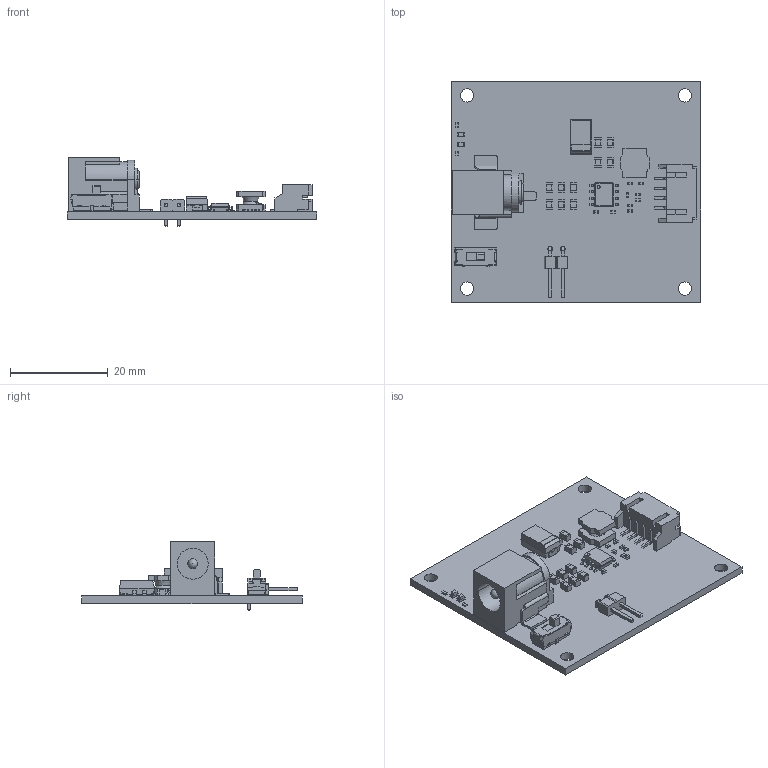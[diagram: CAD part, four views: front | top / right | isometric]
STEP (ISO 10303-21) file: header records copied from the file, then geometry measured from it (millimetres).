
FILE_DESCRIPTION(('KiCad electronic assembly'),'2;1');
FILE_NAME('NB3_power.step','2024-06-29T10:29:47',('Pcbnew'),('Kicad'), 'Open CASCADE STEP processor 7.7','KiCad to STEP converter','Unknown' );
FILE_SCHEMA(('AUTOMOTIVE_DESIGN { 1 0 10303 214 1 1 1 1 }'));
Length unit declared in the file: millimetre
Products named in the file (24): NB3_power 1; C_0805_2012Metric; R_0402_1005Metric; LED_0603_1608Metric; CP_EIA-7343-31_Kemet-D; CP_EIA_7343_31_Kemet_D; Barrel_Jack_PJ-036AH-SMT-TR; CUI_DEVICES_PJ-036AH-SMT-TR; Switch_SPDT_SMD_Slide_JS102011JCQN; JS102011JCQN; C_0402_1005Metric; PinHeader_1x02_P2.54mm_Horizontal; PinHeader_1x02_P254mm_Horizontal; L_Bourns_SRN6045TA; Connector_S4B-PH-SM4-TB(LF)(SN); S4B-PH-SM4; Voltage_Regulator_AP64501; SOIC_8_1EP_39x49mm_P127mm; NB3_power_PCB
Assembly tree (42 placements, depth 3):
  NB3_power 1
    C_0805_2012Metric  x10
      C_0805_2012Metric
    R_0402_1005Metric  x6
      R_0402_1005Metric
    LED_0603_1608Metric  x2
      LED_0603_1608Metric
    CP_EIA-7343-31_Kemet-D
      CP_EIA_7343_31_Kemet_D
    Barrel_Jack_PJ-036AH-SMT-TR
      CUI_DEVICES_PJ-036AH-SMT-TR
    Switch_SPDT_SMD_Slide_JS102011JCQN
      JS102011JCQN
    C_0402_1005Metric  x5
      C_0402_1005Metric
    PinHeader_1x02_P2.54mm_Horizontal
      PinHeader_1x02_P254mm_Horizontal
    L_Bourns_SRN6045TA
      L_Bourns_SRN6045TA
    Connector_S4B-PH-SM4-TB(LF)(SN)
      S4B-PH-SM4
    Voltage_Regulator_AP64501
      SOIC_8_1EP_39x49mm_P127mm
    NB3_power_PCB
Bounding box: 51 x 45 x 14 mm (x, y, z)
Volume: 5226.3 mm3; surface area: 7711.2 mm2
Topology: 42 solids, 42 shells, 1476 faces, 3855 edges, 2505 vertices
Faces by surface type: plane 1048, cylinder 379, bspline 41, torus 5, cone 2, sphere 1
Full cylindrical faces by diameter (mm): 0.3 x8, 0.6 x1, 1 x2, 2 x1, 2.7 x4
Entity records: 34883 total; most frequent: CARTESIAN_POINT 6304, ORIENTED_EDGE 4890, DIRECTION 4643, EDGE_CURVE 2445, LINE 1993, VECTOR 1993, VERTEX_POINT 1575, AXIS2_PLACEMENT_3D 1325
